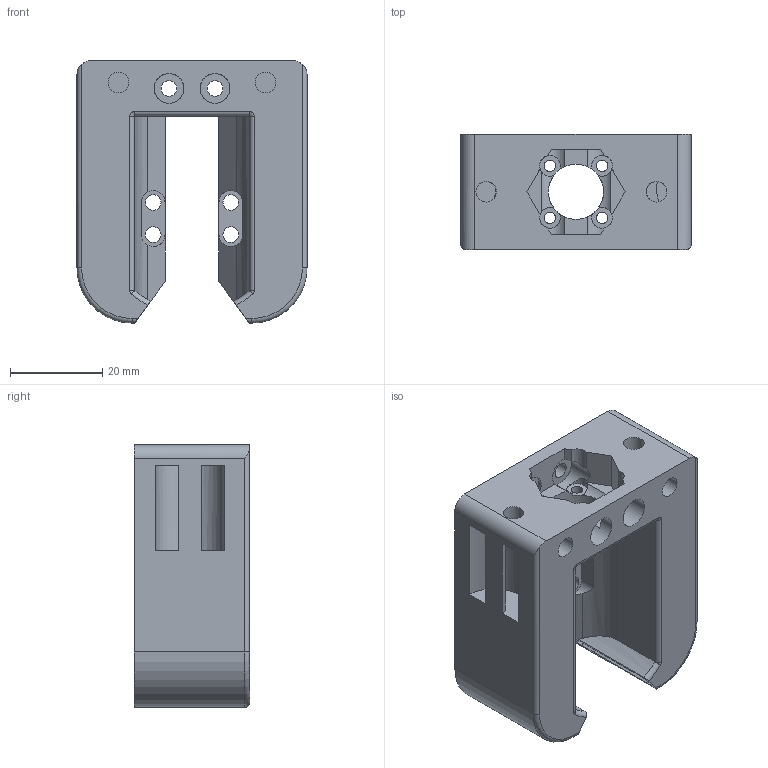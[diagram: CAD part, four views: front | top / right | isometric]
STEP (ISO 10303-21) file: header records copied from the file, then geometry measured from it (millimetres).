
FILE_DESCRIPTION(/* description */ ('Unknown'),/* implementation_level */ '2;1');
FILE_NAME(/* name */ 'toolhead',/* time_stamp */ '2023-06-20T20:31:17-05:00',/* author */ ('Unknown'),/* organization */ ('Unknown'),/* preprocessor_version */ 'ST-DEVELOPER v18.102',/* originating_system */ 'Solid Edge',/* authorisation */ 'Unknown');
FILE_SCHEMA (('AUTOMOTIVE_DESIGN {1 0 10303 214 3 1 1}'));
Length unit declared in the file: millimetre
Products named in the file (1): toolhead
Bounding box: 50 x 25 x 57 mm (x, y, z)
Volume: 25705.7 mm3; surface area: 16516.4 mm2
Topology: 1 solids, 1 shells, 164 faces, 466 edges, 290 vertices
Faces by surface type: cylinder 64, plane 60, bspline 28, torus 12
Full cylindrical faces by diameter (mm): 2.5 x4, 3.4 x6, 4.5 x4, 6.5 x4, 12 x1
Entity records: 7144 total; most frequent: CARTESIAN_POINT 3119, ORIENTED_EDGE 840, DIRECTION 789, EDGE_CURVE 420, AXIS2_PLACEMENT_3D 296, VERTEX_POINT 275, EDGE_LOOP 219, FACE_BOUND 219
